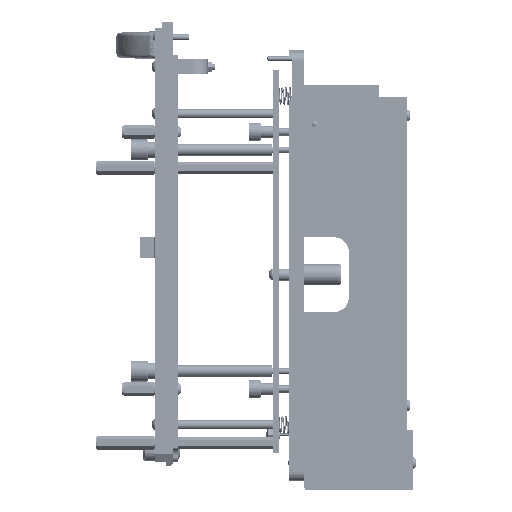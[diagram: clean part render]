
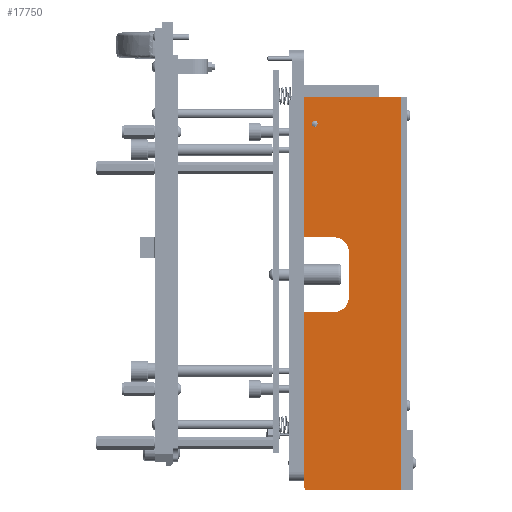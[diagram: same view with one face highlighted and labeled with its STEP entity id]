
A CAD part, left-side view. The second image highlights one B-rep face of the part: STEP entity #17750.
In plain terms, the highlighted face is planar.
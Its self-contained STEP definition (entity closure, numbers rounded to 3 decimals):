
#168 = DIRECTION ( 'NONE',  ( 0., 0., 1. ) ) ;
#301 = VERTEX_POINT ( 'NONE', #49397 ) ;
#344 = DIRECTION ( 'NONE',  ( 0., 0., -1. ) ) ;
#1516 = CARTESIAN_POINT ( 'NONE',  ( 5., 65., 12.5 ) ) ;
#1633 = VERTEX_POINT ( 'NONE', #36419 ) ;
#1800 = VECTOR ( 'NONE', #12191, 1000. ) ;
#2678 = EDGE_CURVE ( 'NONE', #43275, #51211, #13012, .T. ) ;
#2686 = ORIENTED_EDGE ( 'NONE', *, *, #21676, .T. ) ;
#3682 = ORIENTED_EDGE ( 'NONE', *, *, #54153, .F. ) ;
#3702 = EDGE_CURVE ( 'NONE', #4453, #5528, #21786, .T. ) ;
#3988 = FACE_OUTER_BOUND ( 'NONE', #39279, .T. ) ;
#4453 = VERTEX_POINT ( 'NONE', #51617 ) ;
#4634 = DIRECTION ( 'NONE',  ( 1., 0., 0. ) ) ;
#4766 = DIRECTION ( 'NONE',  ( 0., -1., 0. ) ) ;
#4937 = DIRECTION ( 'NONE',  ( 0., -1., 0. ) ) ;
#5037 = EDGE_CURVE ( 'NONE', #37652, #1633, #19992, .T. ) ;
#5528 = VERTEX_POINT ( 'NONE', #11678 ) ;
#6791 = ORIENTED_EDGE ( 'NONE', *, *, #18589, .F. ) ;
#8029 = DIRECTION ( 'NONE',  ( 0., 0., 1. ) ) ;
#8171 = LINE ( 'NONE', #24939, #46441 ) ;
#8646 = VERTEX_POINT ( 'NONE', #30353 ) ;
#9634 = LINE ( 'NONE', #1516, #32038 ) ;
#10732 = CARTESIAN_POINT ( 'NONE',  ( 5., 65., 129.5 ) ) ;
#11372 = DIRECTION ( 'NONE',  ( 1., 0., 0. ) ) ;
#11678 = CARTESIAN_POINT ( 'NONE',  ( 5., 65., -37.5 ) ) ;
#12191 = DIRECTION ( 'NONE',  ( 0., 0., -1. ) ) ;
#12395 = EDGE_LOOP ( 'NONE', ( #2686, #13184 ) ) ;
#13012 = LINE ( 'NONE', #37246, #1800 ) ;
#13101 = DIRECTION ( 'NONE',  ( -1., 0., 0. ) ) ;
#13184 = ORIENTED_EDGE ( 'NONE', *, *, #17515, .T. ) ;
#13270 = EDGE_CURVE ( 'NONE', #63566, #64517, #14726, .T. ) ;
#14053 = CARTESIAN_POINT ( 'NONE',  ( 5., 35., 2.5 ) ) ;
#14726 = LINE ( 'NONE', #16354, #38802 ) ;
#15090 = DIRECTION ( 'NONE',  ( 0., 0., -1. ) ) ;
#15356 = VECTOR ( 'NONE', #45890, 1000. ) ;
#15885 = CARTESIAN_POINT ( 'NONE',  ( 5., 65., 129.5 ) ) ;
#16354 = CARTESIAN_POINT ( 'NONE',  ( 5., 35., 2.5 ) ) ;
#17014 = DIRECTION ( 'NONE',  ( 0., 0., 1. ) ) ;
#17515 = EDGE_CURVE ( 'NONE', #22878, #45608, #22433, .T. ) ;
#17750 = ADVANCED_FACE ( 'NONE', ( #30386, #3988 ), #53071, .F. ) ;
#18589 = EDGE_CURVE ( 'NONE', #301, #53559, #49402, .T. ) ;
#19992 = LINE ( 'NONE', #56877, #59105 ) ;
#20415 = ORIENTED_EDGE ( 'NONE', *, *, #5037, .T. ) ;
#20590 = VECTOR ( 'NONE', #41774, 1000. ) ;
#20782 = LINE ( 'NONE', #26252, #62238 ) ;
#21676 = EDGE_CURVE ( 'NONE', #45608, #22878, #49326, .T. ) ;
#21786 = LINE ( 'NONE', #45439, #15356 ) ;
#22433 = CIRCLE ( 'NONE', #26245, 2. ) ;
#22878 = VERTEX_POINT ( 'NONE', #41917 ) ;
#24657 = VECTOR ( 'NONE', #4766, 1000. ) ;
#24939 = CARTESIAN_POINT ( 'NONE',  ( 5., 65., 131.5 ) ) ;
#26245 = AXIS2_PLACEMENT_3D ( 'NONE', #55977, #61042, #168 ) ;
#26252 = CARTESIAN_POINT ( 'NONE',  ( 5., 0., 131.5 ) ) ;
#26559 = EDGE_CURVE ( 'NONE', #51211, #8646, #9634, .T. ) ;
#26694 = DIRECTION ( 'NONE',  ( 0., 0., -1. ) ) ;
#27052 = CARTESIAN_POINT ( 'NONE',  ( 5., 35., -27.5 ) ) ;
#27160 = AXIS2_PLACEMENT_3D ( 'NONE', #56382, #4634, #344 ) ;
#27677 = EDGE_CURVE ( 'NONE', #8646, #63566, #43238, .T. ) ;
#28279 = EDGE_CURVE ( 'NONE', #1633, #53559, #20782, .T. ) ;
#28553 = CARTESIAN_POINT ( 'NONE',  ( 5., 65., 131.5 ) ) ;
#30353 = CARTESIAN_POINT ( 'NONE',  ( 5., 45., 12.5 ) ) ;
#30386 = FACE_BOUND ( 'NONE', #12395, .T. ) ;
#30449 = EDGE_CURVE ( 'NONE', #43275, #37652, #31818, .T. ) ;
#31603 = CARTESIAN_POINT ( 'NONE',  ( 5., 57.9, -113.5 ) ) ;
#31818 = LINE ( 'NONE', #10732, #20590 ) ;
#32038 = VECTOR ( 'NONE', #37302, 1000. ) ;
#33290 = CARTESIAN_POINT ( 'NONE',  ( 5., 63.845, 131.5 ) ) ;
#35485 = ORIENTED_EDGE ( 'NONE', *, *, #27677, .F. ) ;
#36419 = CARTESIAN_POINT ( 'NONE',  ( 5., 0., 131.5 ) ) ;
#36739 = DIRECTION ( 'NONE',  ( 0., 0., -1. ) ) ;
#37246 = CARTESIAN_POINT ( 'NONE',  ( 5., 65., 131.5 ) ) ;
#37302 = DIRECTION ( 'NONE',  ( 0., -1., 0. ) ) ;
#37652 = VERTEX_POINT ( 'NONE', #33290 ) ;
#38802 = VECTOR ( 'NONE', #36739, 1000. ) ;
#39279 = EDGE_LOOP ( 'NONE', ( #55056, #64798, #20415, #44208, #6791, #61300, #40051, #3682, #48607, #35485, #46234 ) ) ;
#40051 = ORIENTED_EDGE ( 'NONE', *, *, #3702, .F. ) ;
#41774 = DIRECTION ( 'NONE',  ( 0., -0.5, 0.866 ) ) ;
#41917 = CARTESIAN_POINT ( 'NONE',  ( 5., 57.9, -115.5 ) ) ;
#41958 = CARTESIAN_POINT ( 'NONE',  ( 5., 45., 2.5 ) ) ;
#43238 = CIRCLE ( 'NONE', #60737, 10. ) ;
#43275 = VERTEX_POINT ( 'NONE', #15885 ) ;
#44208 = ORIENTED_EDGE ( 'NONE', *, *, #28279, .T. ) ;
#45439 = CARTESIAN_POINT ( 'NONE',  ( 5., 65., -37.5 ) ) ;
#45608 = VERTEX_POINT ( 'NONE', #54418 ) ;
#45890 = DIRECTION ( 'NONE',  ( 0., 1., 0. ) ) ;
#46234 = ORIENTED_EDGE ( 'NONE', *, *, #26559, .F. ) ;
#46441 = VECTOR ( 'NONE', #15090, 1000. ) ;
#48607 = ORIENTED_EDGE ( 'NONE', *, *, #13270, .F. ) ;
#49326 = CIRCLE ( 'NONE', #53700, 2. ) ;
#49397 = CARTESIAN_POINT ( 'NONE',  ( 5., 65., -131.5 ) ) ;
#49402 = LINE ( 'NONE', #51163, #24657 ) ;
#51163 = CARTESIAN_POINT ( 'NONE',  ( 5., 65., -131.5 ) ) ;
#51211 = VERTEX_POINT ( 'NONE', #55365 ) ;
#51617 = CARTESIAN_POINT ( 'NONE',  ( 5., 45., -37.5 ) ) ;
#52520 = DIRECTION ( 'NONE',  ( -1., 0., 0. ) ) ;
#53071 = PLANE ( 'NONE',  #62537 ) ;
#53559 = VERTEX_POINT ( 'NONE', #55788 ) ;
#53700 = AXIS2_PLACEMENT_3D ( 'NONE', #31603, #52520, #17014 ) ;
#54153 = EDGE_CURVE ( 'NONE', #64517, #4453, #59641, .T. ) ;
#54418 = CARTESIAN_POINT ( 'NONE',  ( 5., 57.9, -111.5 ) ) ;
#55056 = ORIENTED_EDGE ( 'NONE', *, *, #2678, .F. ) ;
#55365 = CARTESIAN_POINT ( 'NONE',  ( 5., 65., 12.5 ) ) ;
#55788 = CARTESIAN_POINT ( 'NONE',  ( 5., 0., -131.5 ) ) ;
#55977 = CARTESIAN_POINT ( 'NONE',  ( 5., 57.9, -113.5 ) ) ;
#56382 = CARTESIAN_POINT ( 'NONE',  ( 5., 45., -27.5 ) ) ;
#56877 = CARTESIAN_POINT ( 'NONE',  ( 5., 65., 131.5 ) ) ;
#57072 = DIRECTION ( 'NONE',  ( 0., 0., -1. ) ) ;
#59105 = VECTOR ( 'NONE', #4937, 1000. ) ;
#59641 = CIRCLE ( 'NONE', #27160, 10. ) ;
#60737 = AXIS2_PLACEMENT_3D ( 'NONE', #41958, #11372, #57072 ) ;
#61042 = DIRECTION ( 'NONE',  ( -1., 0., 0. ) ) ;
#61300 = ORIENTED_EDGE ( 'NONE', *, *, #62465, .F. ) ;
#62238 = VECTOR ( 'NONE', #26694, 1000. ) ;
#62465 = EDGE_CURVE ( 'NONE', #5528, #301, #8171, .T. ) ;
#62537 = AXIS2_PLACEMENT_3D ( 'NONE', #28553, #13101, #8029 ) ;
#63566 = VERTEX_POINT ( 'NONE', #14053 ) ;
#64517 = VERTEX_POINT ( 'NONE', #27052 ) ;
#64798 = ORIENTED_EDGE ( 'NONE', *, *, #30449, .T. ) ;
